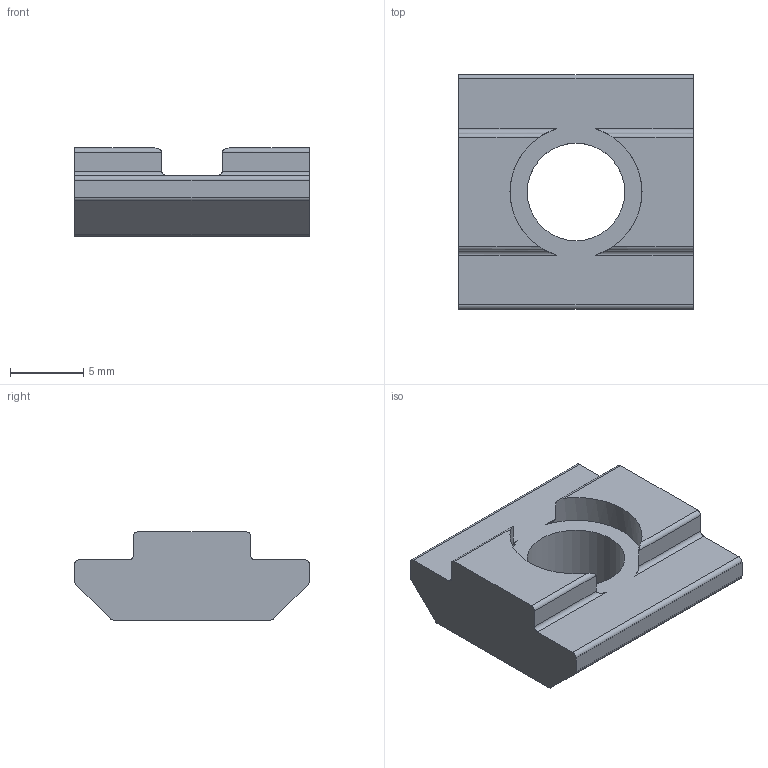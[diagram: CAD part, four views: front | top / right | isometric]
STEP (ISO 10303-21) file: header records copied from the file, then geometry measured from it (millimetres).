
FILE_DESCRIPTION(/* description */ ('STEP AP214'),/* implementation_level */ '2;1');
FILE_NAME(/* name */ '096018',/* time_stamp */ '2022-09-01T14:33:50+02:00',/* author */ ('License CC BY-ND 4.0'),/* organization */ ('CADENAS'),/* preprocessor_version */ 'ST-DEVELOPER v18.102',/* originating_system */ 'PARTsolutions',/* authorisation */ ' ');
FILE_SCHEMA (('AP242_MANAGED_MODEL_BASED_3D_ENGINEERING_MIM_LF { 1 0 10303 442 1 1 4 }','AUTOMOTIVE_DESIGN {1 0 10303 214 3 1 1}'));
Length unit declared in the file: millimetre
Products named in the file (1): 096018
Bounding box: 16 x 16 x 6 mm (x, y, z)
Volume: 933.4 mm3; surface area: 832.8 mm2
Topology: 1 solids, 1 shells, 31 faces, 87 edges, 58 vertices
Faces by surface type: cylinder 17, plane 14
Full cylindrical faces by diameter (mm): 6.647 x1
Entity records: 1060 total; most frequent: CARTESIAN_POINT 216, ORIENTED_EDGE 172, DIRECTION 168, EDGE_CURVE 86, VERTEX_POINT 58, AXIS2_PLACEMENT_3D 58, LINE 52, VECTOR 52
